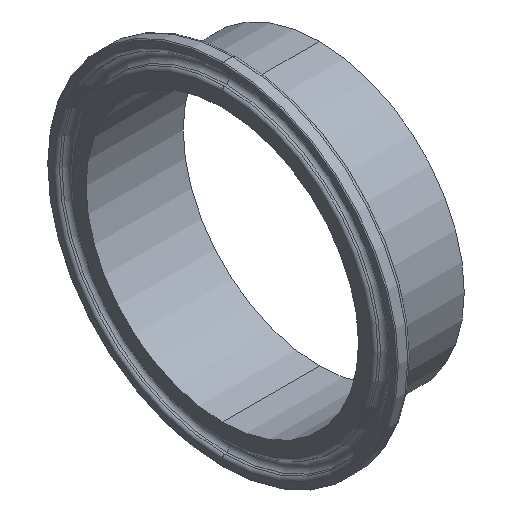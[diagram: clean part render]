
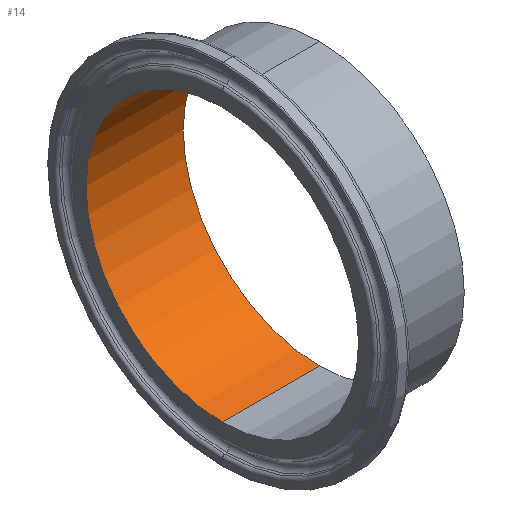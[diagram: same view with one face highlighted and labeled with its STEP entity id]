
A CAD part, isometric view. The second image highlights one B-rep face of the part: STEP entity #14.
In plain terms, the highlighted cylindrical face has radius 30.15 mm (diameter 60.3 mm), a partial arc.
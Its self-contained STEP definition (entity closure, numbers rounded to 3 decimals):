
#2 = CARTESIAN_POINT ( 'NONE',  ( 0., 0., -30.15 ) ) ;
#4 = AXIS2_PLACEMENT_3D ( 'NONE', #388, #442, #508 ) ;
#14 = ADVANCED_FACE ( 'NONE', ( #121 ), #360, .F. ) ;
#17 = LINE ( 'NONE', #308, #683 ) ;
#72 = CIRCLE ( 'NONE', #4, 30.15 ) ;
#77 = DIRECTION ( 'NONE',  ( -1., 0., 0. ) ) ;
#112 = VERTEX_POINT ( 'NONE', #118 ) ;
#118 = CARTESIAN_POINT ( 'NONE',  ( 0., 0., -30.15 ) ) ;
#121 = FACE_OUTER_BOUND ( 'NONE', #507, .T. ) ;
#132 = DIRECTION ( 'NONE',  ( 0., 0., 1. ) ) ;
#204 = DIRECTION ( 'NONE',  ( -1., 0., 0. ) ) ;
#237 = LINE ( 'NONE', #2, #681 ) ;
#238 = CARTESIAN_POINT ( 'NONE',  ( 0., 0., 0. ) ) ;
#239 = ORIENTED_EDGE ( 'NONE', *, *, #723, .F. ) ;
#241 = DIRECTION ( 'NONE',  ( -1., 0., 0. ) ) ;
#246 = ORIENTED_EDGE ( 'NONE', *, *, #573, .T. ) ;
#254 = CIRCLE ( 'NONE', #684, 30.15 ) ;
#272 = VERTEX_POINT ( 'NONE', #512 ) ;
#308 = CARTESIAN_POINT ( 'NONE',  ( 0., 0., 30.15 ) ) ;
#311 = EDGE_CURVE ( 'NONE', #272, #112, #237, .T. ) ;
#360 = CYLINDRICAL_SURFACE ( 'NONE', #694, 30.15 ) ;
#388 = CARTESIAN_POINT ( 'NONE',  ( 0., 0., 0. ) ) ;
#426 = DIRECTION ( 'NONE',  ( 0., 0., 1. ) ) ;
#430 = VERTEX_POINT ( 'NONE', #493 ) ;
#431 = CARTESIAN_POINT ( 'NONE',  ( 21.5, 0., 30.15 ) ) ;
#442 = DIRECTION ( 'NONE',  ( -1., 0., 0. ) ) ;
#472 = DIRECTION ( 'NONE',  ( -1., 0., 0. ) ) ;
#476 = EDGE_CURVE ( 'NONE', #750, #430, #17, .T. ) ;
#492 = CARTESIAN_POINT ( 'NONE',  ( 21.5, 0., 0. ) ) ;
#493 = CARTESIAN_POINT ( 'NONE',  ( 0., 0., 30.15 ) ) ;
#507 = EDGE_LOOP ( 'NONE', ( #559, #239, #642, #246 ) ) ;
#508 = DIRECTION ( 'NONE',  ( 0., 0., 1. ) ) ;
#512 = CARTESIAN_POINT ( 'NONE',  ( 21.5, 0., -30.15 ) ) ;
#559 = ORIENTED_EDGE ( 'NONE', *, *, #311, .F. ) ;
#573 = EDGE_CURVE ( 'NONE', #430, #112, #72, .T. ) ;
#642 = ORIENTED_EDGE ( 'NONE', *, *, #476, .T. ) ;
#681 = VECTOR ( 'NONE', #472, 1000. ) ;
#683 = VECTOR ( 'NONE', #204, 1000. ) ;
#684 = AXIS2_PLACEMENT_3D ( 'NONE', #492, #77, #426 ) ;
#694 = AXIS2_PLACEMENT_3D ( 'NONE', #238, #241, #132 ) ;
#723 = EDGE_CURVE ( 'NONE', #750, #272, #254, .T. ) ;
#750 = VERTEX_POINT ( 'NONE', #431 ) ;
